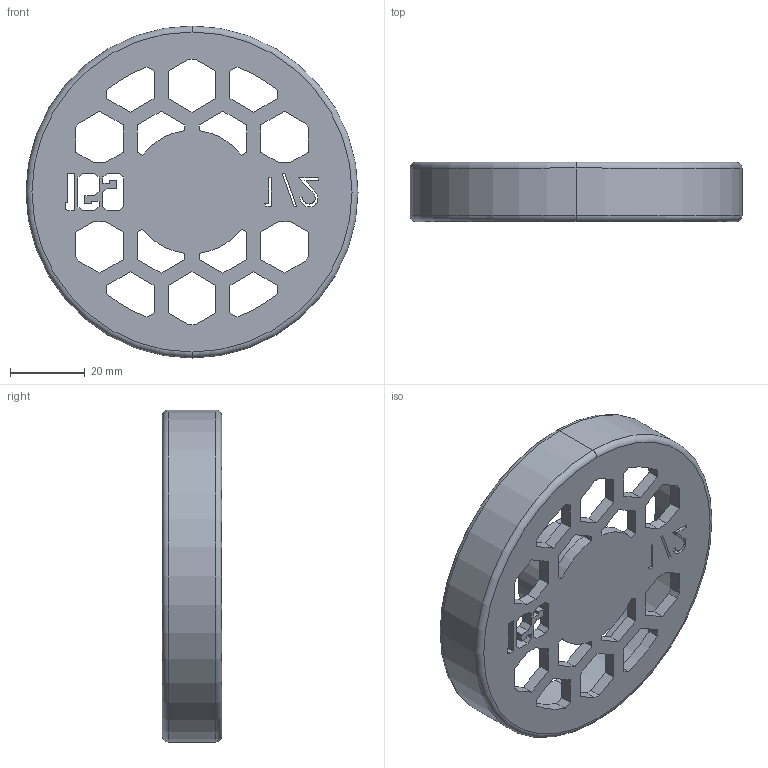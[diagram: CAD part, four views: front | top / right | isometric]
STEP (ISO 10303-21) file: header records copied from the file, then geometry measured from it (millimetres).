
FILE_DESCRIPTION (( 'STEP AP214' ), '1' );
FILE_NAME ('3in_0.500.STEP', '2021-05-02T23:57:05', ( '' ), ( '' ), 'SwSTEP 2.0', 'SolidWorks 2019', '' );
FILE_SCHEMA (( 'AUTOMOTIVE_DESIGN' ));
Length unit declared in the file: inch
Products named in the file (1): 3in_0.500
Bounding box: 88.9 x 15.88 x 88.9 mm (x, y, z)
Volume: 42775.9 mm3; surface area: 19628.4 mm2
Topology: 1 solids, 1 shells, 168 faces, 488 edges, 324 vertices
Faces by surface type: plane 137, cylinder 21, bspline 6, torus 4
Entity records: 5954 total; most frequent: CARTESIAN_POINT 1387, ORIENTED_EDGE 976, DIRECTION 852, EDGE_CURVE 488, VECTOR 426, LINE 426, VERTEX_POINT 324, AXIS2_PLACEMENT_3D 213
